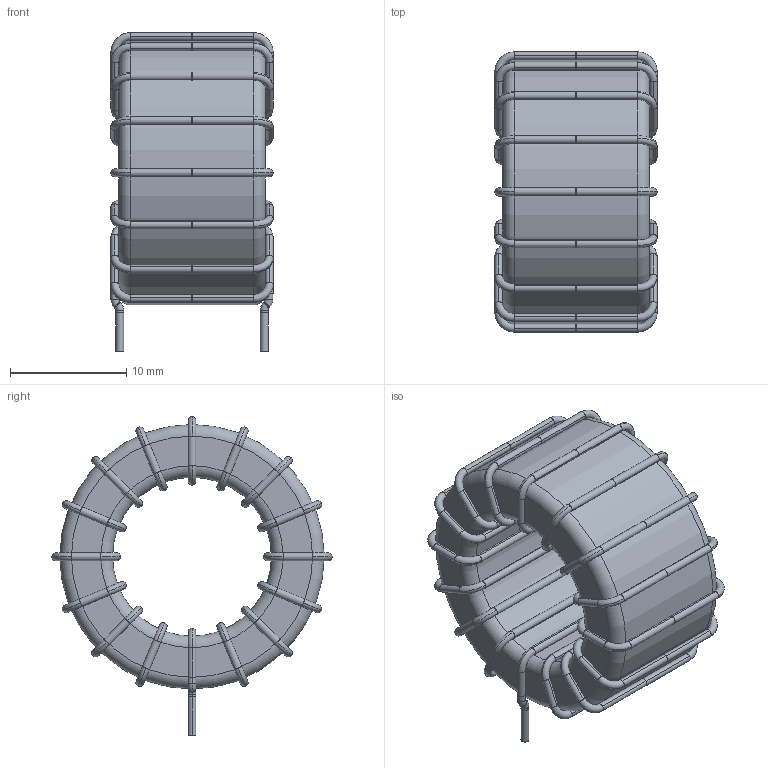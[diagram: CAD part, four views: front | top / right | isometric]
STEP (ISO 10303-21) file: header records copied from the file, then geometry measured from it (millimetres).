
FILE_DESCRIPTION((''),'2;1');
FILE_NAME('IND_BOURNS_2224-V-RC.stp','2014-11-05T13:25:48',(''),(''),'Mechanical Desktop 2011','Mechanical Desktop 2011',', , ');
FILE_SCHEMA(('AUTOMOTIVE_DESIGN { 1 2 10303 214 1 1 1 1 }'));
Length unit declared in the file: millimetre
Products named in the file (1): Product
Bounding box: 13.97 x 24.13 x 27.45 mm (x, y, z)
Volume: 3432.4 mm3; surface area: 3057.7 mm2
Topology: 21 solids, 21 shells, 358 faces, 928 edges, 612 vertices
Faces by surface type: cylinder 170, torus 136, plane 40, bspline 12
Entity records: 11585 total; most frequent: DIRECTION 2374, CARTESIAN_POINT 2063, ORIENTED_EDGE 1856, AXIS2_PLACEMENT_3D 1099, EDGE_CURVE 928, CIRCLE 752, VERTEX_POINT 612, EDGE_LOOP 360
